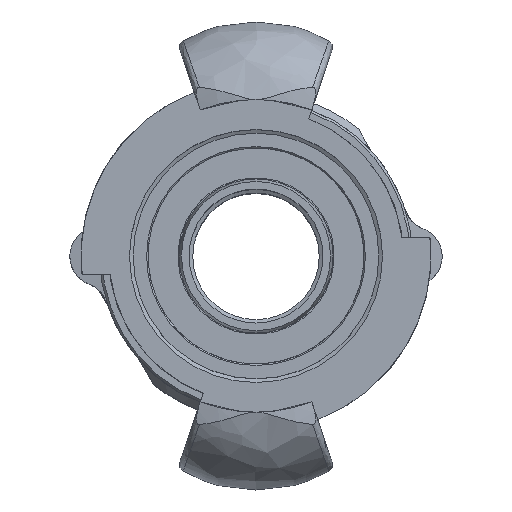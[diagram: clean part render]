
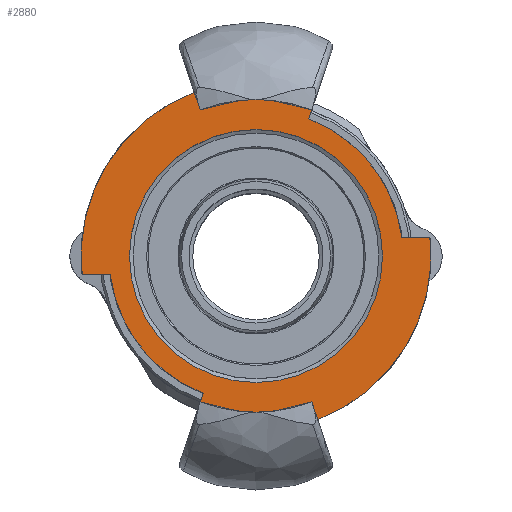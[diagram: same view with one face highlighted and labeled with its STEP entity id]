
A CAD part, top view. The second image highlights one B-rep face of the part: STEP entity #2880.
In plain terms, the highlighted planar face has unit normal (0, 0, 1).
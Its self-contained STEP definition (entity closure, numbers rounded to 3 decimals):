
#226=LINE('',#5116,#368);
#227=LINE('',#5120,#369);
#228=LINE('',#5123,#370);
#229=LINE('',#5125,#371);
#230=LINE('',#5129,#372);
#231=LINE('',#5132,#373);
#368=VECTOR('',#3636,10.);
#369=VECTOR('',#3639,10.);
#370=VECTOR('',#3642,10.);
#371=VECTOR('',#3643,10.);
#372=VECTOR('',#3646,10.);
#373=VECTOR('',#3649,10.);
#497=FACE_BOUND('',#720,.T.);
#558=FACE_OUTER_BOUND('',#719,.T.);
#719=EDGE_LOOP('',(#2070,#2071,#2072,#2073,#2074,#2075,#2076,#2077,#2078,
#2079,#2080,#2081));
#720=EDGE_LOOP('',(#2082,#2083));
#888=CIRCLE('',#3100,17.);
#889=CIRCLE('',#3101,17.);
#900=CIRCLE('',#3116,19.75);
#903=CIRCLE('',#3120,19.75);
#906=CIRCLE('',#3125,25.5);
#907=CIRCLE('',#3126,23.497);
#908=CIRCLE('',#3127,25.5);
#909=CIRCLE('',#3128,23.5);
#1119=VERTEX_POINT('',#4657);
#1120=VERTEX_POINT('',#4658);
#1145=VERTEX_POINT('',#5000);
#1146=VERTEX_POINT('',#5002);
#1152=VERTEX_POINT('',#5050);
#1153=VERTEX_POINT('',#5052);
#1160=VERTEX_POINT('',#5115);
#1161=VERTEX_POINT('',#5117);
#1162=VERTEX_POINT('',#5119);
#1163=VERTEX_POINT('',#5121);
#1164=VERTEX_POINT('',#5124);
#1165=VERTEX_POINT('',#5126);
#1166=VERTEX_POINT('',#5128);
#1167=VERTEX_POINT('',#5130);
#1451=EDGE_CURVE('',#1119,#1120,#888,.T.);
#1452=EDGE_CURVE('',#1120,#1119,#889,.T.);
#1484=EDGE_CURVE('',#1145,#1146,#900,.T.);
#1492=EDGE_CURVE('',#1152,#1153,#903,.T.);
#1500=EDGE_CURVE('',#1160,#1152,#226,.T.);
#1501=EDGE_CURVE('',#1161,#1160,#906,.T.);
#1502=EDGE_CURVE('',#1162,#1161,#227,.T.);
#1503=EDGE_CURVE('',#1162,#1163,#907,.T.);
#1504=EDGE_CURVE('',#1163,#1146,#228,.T.);
#1505=EDGE_CURVE('',#1164,#1145,#229,.T.);
#1506=EDGE_CURVE('',#1165,#1164,#908,.T.);
#1507=EDGE_CURVE('',#1166,#1165,#230,.T.);
#1508=EDGE_CURVE('',#1166,#1167,#909,.T.);
#1509=EDGE_CURVE('',#1167,#1153,#231,.T.);
#2070=ORIENTED_EDGE('',*,*,#1500,.F.);
#2071=ORIENTED_EDGE('',*,*,#1501,.F.);
#2072=ORIENTED_EDGE('',*,*,#1502,.F.);
#2073=ORIENTED_EDGE('',*,*,#1503,.T.);
#2074=ORIENTED_EDGE('',*,*,#1504,.T.);
#2075=ORIENTED_EDGE('',*,*,#1484,.F.);
#2076=ORIENTED_EDGE('',*,*,#1505,.F.);
#2077=ORIENTED_EDGE('',*,*,#1506,.F.);
#2078=ORIENTED_EDGE('',*,*,#1507,.F.);
#2079=ORIENTED_EDGE('',*,*,#1508,.T.);
#2080=ORIENTED_EDGE('',*,*,#1509,.T.);
#2081=ORIENTED_EDGE('',*,*,#1492,.F.);
#2082=ORIENTED_EDGE('',*,*,#1451,.T.);
#2083=ORIENTED_EDGE('',*,*,#1452,.T.);
#2632=PLANE('',#3124);
#2880=ADVANCED_FACE('',(#558,#497),#2632,.F.);
#3100=AXIS2_PLACEMENT_3D('',#4659,#3577,#3578);
#3101=AXIS2_PLACEMENT_3D('',#4660,#3579,#3580);
#3116=AXIS2_PLACEMENT_3D('',#5003,#3613,#3614);
#3120=AXIS2_PLACEMENT_3D('',#5053,#3624,#3625);
#3124=AXIS2_PLACEMENT_3D('',#5114,#3634,#3635);
#3125=AXIS2_PLACEMENT_3D('',#5118,#3637,#3638);
#3126=AXIS2_PLACEMENT_3D('',#5122,#3640,#3641);
#3127=AXIS2_PLACEMENT_3D('',#5127,#3644,#3645);
#3128=AXIS2_PLACEMENT_3D('',#5131,#3647,#3648);
#3577=DIRECTION('center_axis',(0.,0.,
-1.));
#3578=DIRECTION('ref_axis',(0.,1.,0.));
#3579=DIRECTION('center_axis',(0.,0.,
-1.));
#3580=DIRECTION('ref_axis',(0.,1.,0.));
#3613=DIRECTION('center_axis',(0.,0.,
-1.));
#3614=DIRECTION('ref_axis',(0.,-1.,0.));
#3624=DIRECTION('center_axis',(0.,0.,
-1.));
#3625=DIRECTION('ref_axis',(0.,-1.,0.));
#3634=DIRECTION('center_axis',(0.,0.,
-1.));
#3635=DIRECTION('ref_axis',(0.,-1.,0.));
#3636=DIRECTION('',(-0.319,-0.948,0.));
#3637=DIRECTION('center_axis',(0.,0.,
-1.));
#3638=DIRECTION('ref_axis',(1.,0.,0.));
#3639=DIRECTION('',(-0.319,0.948,0.));
#3640=DIRECTION('center_axis',(0.,0.,
1.));
#3641=DIRECTION('ref_axis',(-0.353,0.936,0.));
#3642=DIRECTION('',(1.,0.,0.));
#3643=DIRECTION('',(0.319,0.948,0.));
#3644=DIRECTION('center_axis',(0.,0.,
-1.));
#3645=DIRECTION('ref_axis',(1.,0.,0.));
#3646=DIRECTION('',(0.319,-0.948,0.));
#3647=DIRECTION('center_axis',(0.,0.,
1.));
#3648=DIRECTION('ref_axis',(0.353,-0.936,0.));
#3649=DIRECTION('',(-1.,0.,0.));
#4657=CARTESIAN_POINT('',(-29.77,-58.439,25.735));
#4658=CARTESIAN_POINT('',(-29.77,-92.439,25.735));
#4659=CARTESIAN_POINT('Origin',(-29.77,-75.439,25.735));
#4660=CARTESIAN_POINT('Origin',(-29.77,-75.439,25.735));
#5000=CARTESIAN_POINT('',(-36.871,-93.869,25.735));
#5002=CARTESIAN_POINT('',(-49.361,-77.939,25.735));
#5003=CARTESIAN_POINT('Origin',(-29.77,-75.439,25.735));
#5050=CARTESIAN_POINT('',(-22.669,-57.01,25.735));
#5052=CARTESIAN_POINT('',(-10.179,-72.939,25.735));
#5053=CARTESIAN_POINT('Origin',(-29.77,-75.439,25.735));
#5114=CARTESIAN_POINT('Origin',(-17.02,-75.439,25.735));
#5115=CARTESIAN_POINT('',(-20.833,-51.557,25.735));
#5116=CARTESIAN_POINT('',(-23.469,-59.385,25.735));
#5117=CARTESIAN_POINT('',(-38.707,-51.557,25.735));
#5118=CARTESIAN_POINT('Origin',(-29.77,-75.439,25.735));
#5119=CARTESIAN_POINT('',(-38.068,-53.456,25.735));
#5120=CARTESIAN_POINT('',(-33.072,-68.288,25.735));
#5121=CARTESIAN_POINT('',(-53.134,-77.939,25.735));
#5122=CARTESIAN_POINT('Origin',(-29.77,-75.439,25.735));
#5123=CARTESIAN_POINT('',(-29.77,-77.939,25.735));
#5124=CARTESIAN_POINT('',(-38.707,-99.322,25.735));
#5125=CARTESIAN_POINT('',(-34.772,-87.637,25.735));
#5126=CARTESIAN_POINT('',(-20.833,-99.322,25.735));
#5127=CARTESIAN_POINT('Origin',(-29.77,-75.439,25.735));
#5128=CARTESIAN_POINT('',(-21.472,-97.425,25.735));
#5129=CARTESIAN_POINT('',(-25.169,-86.447,25.735));
#5130=CARTESIAN_POINT('',(-6.403,-72.939,25.735));
#5131=CARTESIAN_POINT('Origin',(-29.77,-75.439,25.735));
#5132=CARTESIAN_POINT('',(-29.77,-72.939,25.735));
